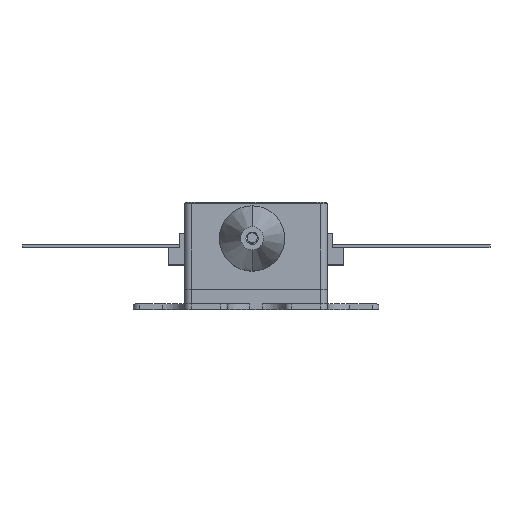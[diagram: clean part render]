
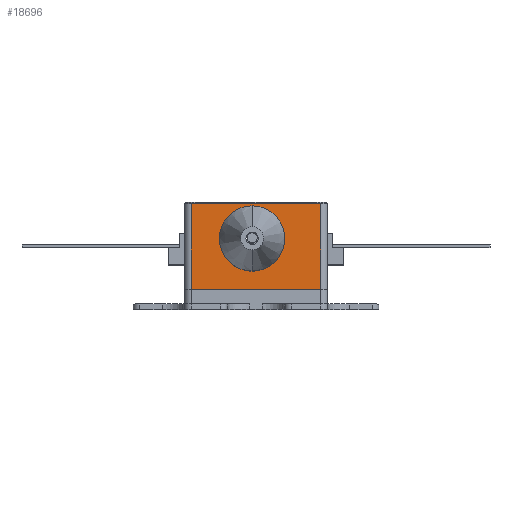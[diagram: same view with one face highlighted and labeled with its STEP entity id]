
A CAD part, top view. The second image highlights one B-rep face of the part: STEP entity #18696.
In plain terms, the highlighted planar face has unit normal (0, 0, 1).
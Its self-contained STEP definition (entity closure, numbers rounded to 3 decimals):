
#7646 = AXIS2_PLACEMENT_3D ( 'NONE', #11544, #11545, #11546 ) ;
#7680 = AXIS2_PLACEMENT_3D ( 'NONE', #17977, #17978, #17979 ) ;
#9986 = LINE ( 'NONE', #11511, #9989 ) ;
#9989 = VECTOR ( 'NONE', #11516, 1000. ) ;
#11511 = CARTESIAN_POINT ( 'NONE',  ( -28.774, 4.886, 17.488 ) ) ;
#11516 = DIRECTION ( 'NONE',  ( -1., 0., 0. ) ) ;
#11538 = CARTESIAN_POINT ( 'NONE',  ( -16.674, 4.886, 17.488 ) ) ;
#11539 = DIRECTION ( 'NONE',  ( 0., 1., 0. ) ) ;
#11544 = CARTESIAN_POINT ( 'NONE',  ( -22.768, 1.786, 17.488 ) ) ;
#11545 = DIRECTION ( 'NONE',  ( 0., 0., 1. ) ) ;
#11546 = DIRECTION ( 'NONE',  ( 1., 0., 0. ) ) ;
#11570 = DIRECTION ( 'NONE',  ( 0., -1., 0. ) ) ;
#11572 = CARTESIAN_POINT ( 'NONE',  ( -28.174, -2.714, 17.488 ) ) ;
#12559 = CIRCLE ( 'NONE', #7646, 1.59 ) ;
#12560 = LINE ( 'NONE', #11538, #12562 ) ;
#12562 = VECTOR ( 'NONE', #11539, 1000. ) ;
#12587 = LINE ( 'NONE', #11572, #12589 ) ;
#12589 = VECTOR ( 'NONE', #11570, 1000. ) ;
#13594 = LINE ( 'NONE', #17920, #13597 ) ;
#13597 = VECTOR ( 'NONE', #17921, 1000. ) ;
#13637 = CIRCLE ( 'NONE', #7680, 1.59 ) ;
#14448 = CARTESIAN_POINT ( 'NONE',  ( -24.358, 1.786, 17.488 ) ) ;
#14449 = CARTESIAN_POINT ( 'NONE',  ( -21.178, 1.786, 17.488 ) ) ;
#14468 = CARTESIAN_POINT ( 'NONE',  ( -28.174, -2.714, 17.488 ) ) ;
#14481 = CARTESIAN_POINT ( 'NONE',  ( -16.674, -2.714, 17.488 ) ) ;
#14483 = CARTESIAN_POINT ( 'NONE',  ( -28.174, 4.886, 17.488 ) ) ;
#14485 = CARTESIAN_POINT ( 'NONE',  ( -16.674, 4.886, 17.488 ) ) ;
#17920 = CARTESIAN_POINT ( 'NONE',  ( -28.774, -2.714, 17.488 ) ) ;
#17921 = DIRECTION ( 'NONE',  ( 1., 0., 0. ) ) ;
#17977 = CARTESIAN_POINT ( 'NONE',  ( -22.768, 1.786, 17.488 ) ) ;
#17978 = DIRECTION ( 'NONE',  ( 0., 0., 1. ) ) ;
#17979 = DIRECTION ( 'NONE',  ( 1., 0., 0. ) ) ;
#18696 = ADVANCED_FACE ( 'NONE', ( #26558, #26562 ), #27003, .T. ) ;
#19423 = EDGE_CURVE ( 'NONE', #20462, #20460, #9986, .T. ) ;
#19435 = EDGE_CURVE ( 'NONE', #20426, #20425, #12559, .T. ) ;
#19436 = EDGE_CURVE ( 'NONE', #20458, #20462, #12560, .T. ) ;
#19451 = EDGE_CURVE ( 'NONE', #20460, #20445, #12587, .T. ) ;
#19929 = ORIENTED_EDGE ( 'NONE', *, *, #19435, .F. ) ;
#19930 = ORIENTED_EDGE ( 'NONE', *, *, #23106, .F. ) ;
#19931 = ORIENTED_EDGE ( 'NONE', *, *, #19423, .T. ) ;
#19932 = ORIENTED_EDGE ( 'NONE', *, *, #19451, .T. ) ;
#19933 = ORIENTED_EDGE ( 'NONE', *, *, #23082, .T. ) ;
#19934 = ORIENTED_EDGE ( 'NONE', *, *, #19436, .T. ) ;
#20425 = VERTEX_POINT ( 'NONE', #14448 ) ;
#20426 = VERTEX_POINT ( 'NONE', #14449 ) ;
#20445 = VERTEX_POINT ( 'NONE', #14468 ) ;
#20458 = VERTEX_POINT ( 'NONE', #14481 ) ;
#20460 = VERTEX_POINT ( 'NONE', #14483 ) ;
#20462 = VERTEX_POINT ( 'NONE', #14485 ) ;
#22416 = EDGE_LOOP ( 'NONE', ( #19929, #19930 ) ) ;
#22492 = EDGE_LOOP ( 'NONE', ( #19931, #19932, #19933, #19934 ) ) ;
#23082 = EDGE_CURVE ( 'NONE', #20445, #20458, #13594, .T. ) ;
#23106 = EDGE_CURVE ( 'NONE', #20425, #20426, #13637, .T. ) ;
#25781 = AXIS2_PLACEMENT_3D ( 'NONE', #27010, #27011, #27012 ) ;
#26558 = FACE_BOUND ( 'NONE', #22416, .T. ) ;
#26562 = FACE_OUTER_BOUND ( 'NONE', #22492, .T. ) ;
#27003 = PLANE ( 'NONE',  #25781 ) ;
#27010 = CARTESIAN_POINT ( 'NONE',  ( -28.774, -2.714, 17.488 ) ) ;
#27011 = DIRECTION ( 'NONE',  ( 0., 0., 1. ) ) ;
#27012 = DIRECTION ( 'NONE',  ( 1., 0., 0. ) ) ;
